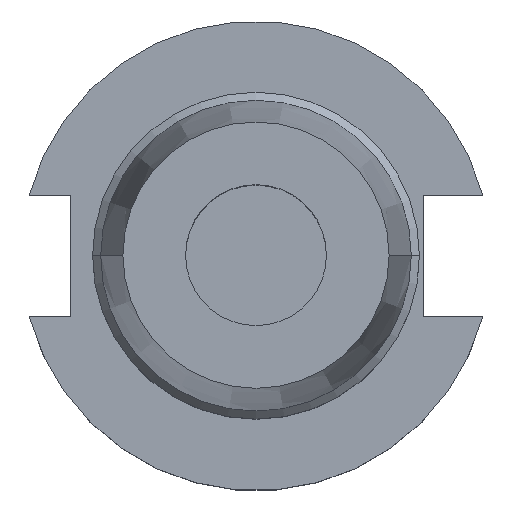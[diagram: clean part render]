
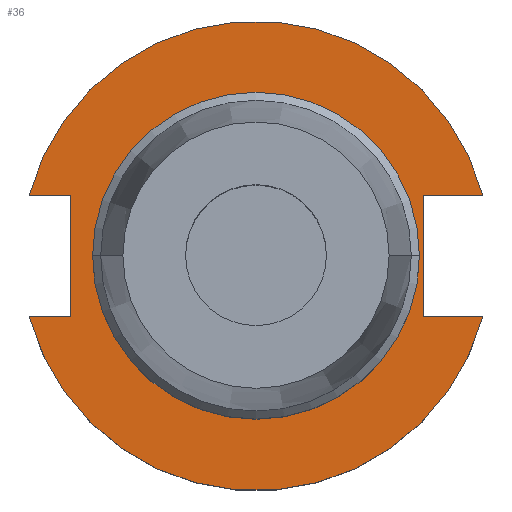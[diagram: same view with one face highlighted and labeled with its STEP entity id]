
A CAD part, top view. The second image highlights one B-rep face of the part: STEP entity #36.
In plain terms, the highlighted planar face has unit normal (0, 0, 1).
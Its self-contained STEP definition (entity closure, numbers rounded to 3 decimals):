
#15 = DIRECTION ( 'NONE',  ( 1., 0., 0. ) ) ;
#26 = EDGE_CURVE ( 'NONE', #325, #544, #715, .T. ) ;
#36 = ADVANCED_FACE ( 'NONE', ( #43, #754 ), #875, .F. ) ;
#43 = FACE_BOUND ( 'NONE', #1141, .T. ) ;
#44 = CARTESIAN_POINT ( 'NONE',  ( -30.675, -8.191, 19.05 ) ) ;
#71 = ORIENTED_EDGE ( 'NONE', *, *, #1378, .F. ) ;
#127 = EDGE_CURVE ( 'NONE', #621, #1259, #486, .T. ) ;
#136 = VERTEX_POINT ( 'NONE', #44 ) ;
#166 = LINE ( 'NONE', #1377, #780 ) ;
#170 = DIRECTION ( 'NONE',  ( 1., 0., 0. ) ) ;
#218 = CARTESIAN_POINT ( 'NONE',  ( 22.606, -8.191, 19.05 ) ) ;
#228 = CARTESIAN_POINT ( 'NONE',  ( 22.1, 0., 19.05 ) ) ;
#232 = CARTESIAN_POINT ( 'NONE',  ( -22.1, 0., 19.05 ) ) ;
#253 = ORIENTED_EDGE ( 'NONE', *, *, #1244, .T. ) ;
#268 = VECTOR ( 'NONE', #1336, 1000. ) ;
#269 = EDGE_LOOP ( 'NONE', ( #314, #699, #1367, #1110, #572, #1635, #253, #1252 ) ) ;
#295 = CIRCLE ( 'NONE', #1513, 31.75 ) ;
#314 = ORIENTED_EDGE ( 'NONE', *, *, #622, .T. ) ;
#325 = VERTEX_POINT ( 'NONE', #232 ) ;
#351 = DIRECTION ( 'NONE',  ( -1., 0., 0. ) ) ;
#414 = CARTESIAN_POINT ( 'NONE',  ( 30.675, 8.191, 19.05 ) ) ;
#473 = DIRECTION ( 'NONE',  ( 0., 0., 1. ) ) ;
#486 = LINE ( 'NONE', #820, #1450 ) ;
#492 = DIRECTION ( 'NONE',  ( 0., 1., 0. ) ) ;
#503 = DIRECTION ( 'NONE',  ( 1., 0., 0. ) ) ;
#512 = VECTOR ( 'NONE', #15, 1000. ) ;
#536 = AXIS2_PLACEMENT_3D ( 'NONE', #625, #1386, #503 ) ;
#540 = EDGE_CURVE ( 'NONE', #136, #752, #1014, .T. ) ;
#541 = CARTESIAN_POINT ( 'NONE',  ( 0., -8.191, 19.05 ) ) ;
#544 = VERTEX_POINT ( 'NONE', #228 ) ;
#551 = DIRECTION ( 'NONE',  ( 1., 0., 0. ) ) ;
#572 = ORIENTED_EDGE ( 'NONE', *, *, #1598, .T. ) ;
#593 = DIRECTION ( 'NONE',  ( -1., 0., 0. ) ) ;
#604 = CARTESIAN_POINT ( 'NONE',  ( 22.606, 8.191, 19.05 ) ) ;
#621 = VERTEX_POINT ( 'NONE', #1594 ) ;
#622 = EDGE_CURVE ( 'NONE', #1259, #666, #1301, .T. ) ;
#624 = AXIS2_PLACEMENT_3D ( 'NONE', #1297, #1176, #1161 ) ;
#625 = CARTESIAN_POINT ( 'NONE',  ( 0., 0., 19.05 ) ) ;
#666 = VERTEX_POINT ( 'NONE', #1326 ) ;
#699 = ORIENTED_EDGE ( 'NONE', *, *, #1294, .F. ) ;
#715 = CIRCLE ( 'NONE', #536, 22.1 ) ;
#752 = VERTEX_POINT ( 'NONE', #1516 ) ;
#754 = FACE_OUTER_BOUND ( 'NONE', #269, .T. ) ;
#771 = CARTESIAN_POINT ( 'NONE',  ( -61.091, -8.191, 19.05 ) ) ;
#780 = VECTOR ( 'NONE', #492, 1000. ) ;
#781 = AXIS2_PLACEMENT_3D ( 'NONE', #1344, #473, #1215 ) ;
#798 = CARTESIAN_POINT ( 'NONE',  ( 0., 0., 19.05 ) ) ;
#820 = CARTESIAN_POINT ( 'NONE',  ( -61.091, 8.191, 19.05 ) ) ;
#826 = DIRECTION ( 'NONE',  ( 0., 0., 1. ) ) ;
#827 = LINE ( 'NONE', #978, #1462 ) ;
#875 = PLANE ( 'NONE',  #1136 ) ;
#911 = EDGE_CURVE ( 'NONE', #1448, #752, #1404, .T. ) ;
#978 = CARTESIAN_POINT ( 'NONE',  ( 0., 8.191, 19.05 ) ) ;
#1014 = CIRCLE ( 'NONE', #781, 31.75 ) ;
#1025 = VECTOR ( 'NONE', #170, 1000. ) ;
#1088 = CARTESIAN_POINT ( 'NONE',  ( -25.091, 8.191, 19.05 ) ) ;
#1092 = EDGE_CURVE ( 'NONE', #1287, #1506, #827, .T. ) ;
#1110 = ORIENTED_EDGE ( 'NONE', *, *, #911, .F. ) ;
#1136 = AXIS2_PLACEMENT_3D ( 'NONE', #1152, #1349, #593 ) ;
#1141 = EDGE_LOOP ( 'NONE', ( #71, #1540 ) ) ;
#1152 = CARTESIAN_POINT ( 'NONE',  ( 0., 22.1, 19.05 ) ) ;
#1161 = DIRECTION ( 'NONE',  ( 1., 0., 0. ) ) ;
#1176 = DIRECTION ( 'NONE',  ( 0., 0., 1. ) ) ;
#1215 = DIRECTION ( 'NONE',  ( 1., 0., 0. ) ) ;
#1244 = EDGE_CURVE ( 'NONE', #1287, #621, #295, .T. ) ;
#1252 = ORIENTED_EDGE ( 'NONE', *, *, #127, .T. ) ;
#1259 = VERTEX_POINT ( 'NONE', #1308 ) ;
#1287 = VERTEX_POINT ( 'NONE', #414 ) ;
#1294 = EDGE_CURVE ( 'NONE', #136, #666, #1523, .T. ) ;
#1297 = CARTESIAN_POINT ( 'NONE',  ( 0., 0., 19.05 ) ) ;
#1301 = LINE ( 'NONE', #1088, #268 ) ;
#1308 = CARTESIAN_POINT ( 'NONE',  ( -25.091, 8.191, 19.05 ) ) ;
#1326 = CARTESIAN_POINT ( 'NONE',  ( -25.091, -8.191, 19.05 ) ) ;
#1336 = DIRECTION ( 'NONE',  ( 0., -1., 0. ) ) ;
#1344 = CARTESIAN_POINT ( 'NONE',  ( 0., 0., 19.05 ) ) ;
#1349 = DIRECTION ( 'NONE',  ( 0., 0., -1. ) ) ;
#1367 = ORIENTED_EDGE ( 'NONE', *, *, #540, .T. ) ;
#1377 = CARTESIAN_POINT ( 'NONE',  ( 22.606, 22.1, 19.05 ) ) ;
#1378 = EDGE_CURVE ( 'NONE', #544, #325, #1489, .T. ) ;
#1386 = DIRECTION ( 'NONE',  ( 0., 0., 1. ) ) ;
#1404 = LINE ( 'NONE', #541, #1025 ) ;
#1415 = DIRECTION ( 'NONE',  ( 1., 0., 0. ) ) ;
#1448 = VERTEX_POINT ( 'NONE', #218 ) ;
#1450 = VECTOR ( 'NONE', #551, 1000. ) ;
#1462 = VECTOR ( 'NONE', #351, 1000. ) ;
#1489 = CIRCLE ( 'NONE', #624, 22.1 ) ;
#1506 = VERTEX_POINT ( 'NONE', #604 ) ;
#1513 = AXIS2_PLACEMENT_3D ( 'NONE', #798, #826, #1415 ) ;
#1516 = CARTESIAN_POINT ( 'NONE',  ( 30.675, -8.191, 19.05 ) ) ;
#1523 = LINE ( 'NONE', #771, #512 ) ;
#1540 = ORIENTED_EDGE ( 'NONE', *, *, #26, .F. ) ;
#1594 = CARTESIAN_POINT ( 'NONE',  ( -30.675, 8.191, 19.05 ) ) ;
#1598 = EDGE_CURVE ( 'NONE', #1448, #1506, #166, .T. ) ;
#1635 = ORIENTED_EDGE ( 'NONE', *, *, #1092, .F. ) ;
